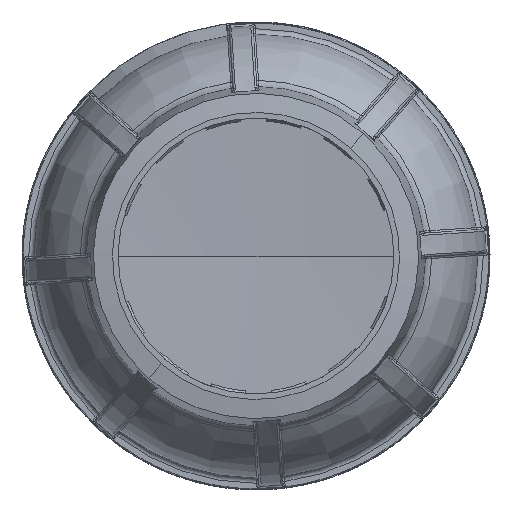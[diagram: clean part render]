
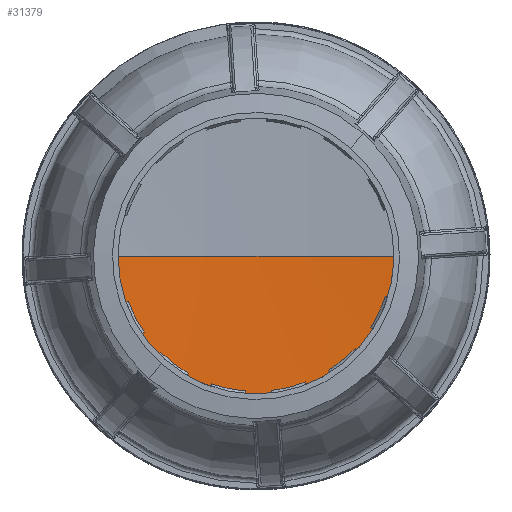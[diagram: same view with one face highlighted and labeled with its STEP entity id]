
A CAD part, left-side view. The second image highlights one B-rep face of the part: STEP entity #31379.
In plain terms, the highlighted spherical face has radius 421 mm.
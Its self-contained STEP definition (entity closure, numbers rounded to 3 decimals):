
#471 = AXIS2_PLACEMENT_3D ( 'NONE', #23512, #23513, #23514 ) ;
#7534 = VERTEX_POINT ( 'NONE', #31988 ) ;
#7535 = VERTEX_POINT ( 'NONE', #31989 ) ;
#7539 = VERTEX_POINT ( 'NONE', #31993 ) ;
#7540 = VERTEX_POINT ( 'NONE', #31994 ) ;
#11467 = ORIENTED_EDGE ( 'NONE', *, *, #14676, .F. ) ;
#11468 = ORIENTED_EDGE ( 'NONE', *, *, #14677, .T. ) ;
#11469 = ORIENTED_EDGE ( 'NONE', *, *, #14675, .T. ) ;
#11470 = ORIENTED_EDGE ( 'NONE', *, *, #14671, .T. ) ;
#13222 = EDGE_LOOP ( 'NONE', ( #11467, #11469, #11468, #11470 ) ) ;
#14671 = EDGE_CURVE ( 'NONE', #7534, #7535, #26491, .T. ) ;
#14675 = EDGE_CURVE ( 'NONE', #7539, #7540, #26499, .T. ) ;
#14676 = EDGE_CURVE ( 'NONE', #7539, #7535, #26489, .T. ) ;
#14677 = EDGE_CURVE ( 'NONE', #7540, #7534, #26479, .T. ) ;
#22263 = FACE_OUTER_BOUND ( 'NONE', #13222, .T. ) ;
#22264 = SPHERICAL_SURFACE ( 'NONE', #471, 421. ) ;
#23512 = CARTESIAN_POINT ( 'NONE',  ( -420., -96.422, 0. ) ) ;
#23513 = DIRECTION ( 'NONE',  ( 0., 0., -1. ) ) ;
#23514 = DIRECTION ( 'NONE',  ( 0., 1., 0. ) ) ;
#26479 = CIRCLE ( 'NONE', #26504, 28.336 ) ;
#26489 = CIRCLE ( 'NONE', #26502, 421. ) ;
#26491 = CIRCLE ( 'NONE', #26492, 28.336 ) ;
#26492 = AXIS2_PLACEMENT_3D ( 'NONE', #34004, #34005, #34006 ) ;
#26499 = CIRCLE ( 'NONE', #26500, 421. ) ;
#26500 = AXIS2_PLACEMENT_3D ( 'NONE', #34016, #34017, #34018 ) ;
#26502 = AXIS2_PLACEMENT_3D ( 'NONE', #34019, #34020, #34021 ) ;
#26504 = AXIS2_PLACEMENT_3D ( 'NONE', #34022, #34023, #34024 ) ;
#31379 = ADVANCED_FACE ( 'NONE', ( #22263 ), #22264, .T. ) ;
#31988 = CARTESIAN_POINT ( 'NONE',  ( 0.045, -96.422, -28.336 ) ) ;
#31989 = CARTESIAN_POINT ( 'NONE',  ( 0.045, -68.086, 0. ) ) ;
#31993 = CARTESIAN_POINT ( 'NONE',  ( 1., -96.422, 0. ) ) ;
#31994 = CARTESIAN_POINT ( 'NONE',  ( 0.045, -124.757, 0. ) ) ;
#34004 = CARTESIAN_POINT ( 'NONE',  ( 0.045, -96.422, 0. ) ) ;
#34005 = DIRECTION ( 'NONE',  ( 1., 0., 0. ) ) ;
#34006 = DIRECTION ( 'NONE',  ( 0., 0., -1. ) ) ;
#34016 = CARTESIAN_POINT ( 'NONE',  ( -420., -96.422, 0. ) ) ;
#34017 = DIRECTION ( 'NONE',  ( 0., 0., -1. ) ) ;
#34018 = DIRECTION ( 'NONE',  ( -1., 0., 0. ) ) ;
#34019 = CARTESIAN_POINT ( 'NONE',  ( -420., -96.422, 0. ) ) ;
#34020 = DIRECTION ( 'NONE',  ( 0., 0., 1. ) ) ;
#34021 = DIRECTION ( 'NONE',  ( 1., 0., 0. ) ) ;
#34022 = CARTESIAN_POINT ( 'NONE',  ( 0.045, -96.422, 0. ) ) ;
#34023 = DIRECTION ( 'NONE',  ( 1., 0., 0. ) ) ;
#34024 = DIRECTION ( 'NONE',  ( 0., 0., -1. ) ) ;
